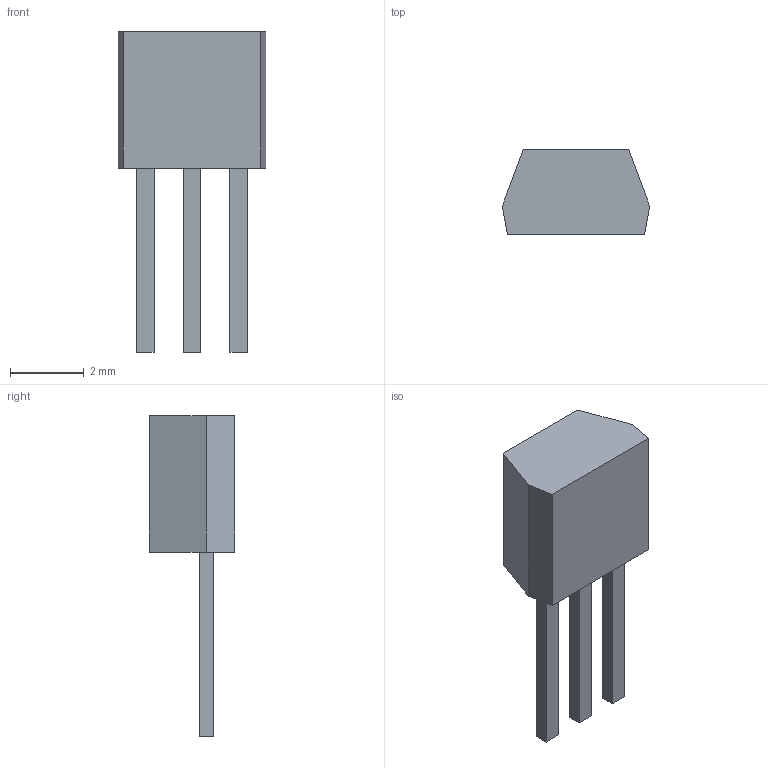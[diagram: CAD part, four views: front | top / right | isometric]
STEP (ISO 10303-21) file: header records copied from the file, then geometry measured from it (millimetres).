
FILE_DESCRIPTION(('FreeCAD Model'),'2;1');
FILE_NAME( 'TO-92S.step', '2017-11-28T22:22:18',('kicad StepUp'),('ksu MCAD'), 'Open CASCADE STEP processor 6.8','FreeCAD','Unknown');
FILE_SCHEMA(('AUTOMOTIVE_DESIGN_CC2 { 1 2 10303 214 -1 1 5 4 }'));
Length unit declared in the file: millimetre
Products named in the file (1): TO-92S
Bounding box: 4 x 2.31 x 8.7 mm (x, y, z)
Volume: 33.3 mm3; surface area: 84.6 mm2
Topology: 1 solids, 1 shells, 23 faces, 54 edges, 36 vertices
Faces by surface type: plane 23
Entity records: 464 total; most frequent: ORIENTED_EDGE 84, EDGE_CURVE 54, LINE 54, CARTESIAN_POINT 37, VERTEX_POINT 36, FACE_BOUND 26, EDGE_LOOP 26, AXIS2_PLACEMENT_3D 24
